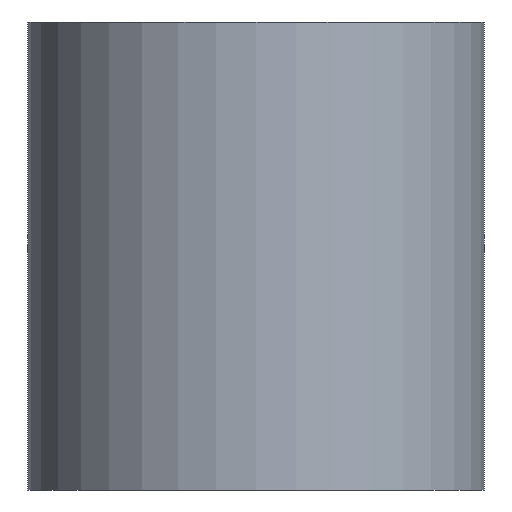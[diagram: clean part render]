
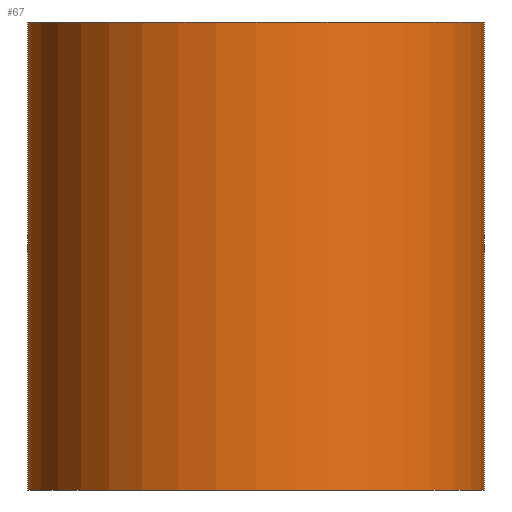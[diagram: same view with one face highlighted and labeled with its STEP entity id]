
A CAD part, front view. The second image highlights one B-rep face of the part: STEP entity #67.
In plain terms, the highlighted cylindrical face has radius 5 mm (diameter 10 mm), a partial arc.
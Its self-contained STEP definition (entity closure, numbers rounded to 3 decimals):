
#45 = DIRECTION ( 'NONE',  ( 0., 0., -1. ) ) ;
#58 = CARTESIAN_POINT ( 'NONE',  ( 5., 0., 10.25 ) ) ;
#61 = DIRECTION ( 'NONE',  ( 1., 0., 0. ) ) ;
#63 = DIRECTION ( 'NONE',  ( 0., 0., 1. ) ) ;
#64 = CARTESIAN_POINT ( 'NONE',  ( 0., 0., 10.25 ) ) ;
#67 = ADVANCED_FACE ( 'NONE', ( #146 ), #87, .T. ) ;
#70 = CARTESIAN_POINT ( 'NONE',  ( 5., 0., 0. ) ) ;
#73 = CARTESIAN_POINT ( 'NONE',  ( -5., 0., 0. ) ) ;
#79 = VERTEX_POINT ( 'NONE', #73 ) ;
#87 = CYLINDRICAL_SURFACE ( 'NONE', #216, 5. ) ;
#92 = ORIENTED_EDGE ( 'NONE', *, *, #218, .F. ) ;
#93 = ORIENTED_EDGE ( 'NONE', *, *, #217, .F. ) ;
#94 = CARTESIAN_POINT ( 'NONE',  ( 5., 0., 10.25 ) ) ;
#97 = VERTEX_POINT ( 'NONE', #121 ) ;
#101 = DIRECTION ( 'NONE',  ( 0., 0., -1. ) ) ;
#110 = LINE ( 'NONE', #112, #122 ) ;
#112 = CARTESIAN_POINT ( 'NONE',  ( -5., 0., 10.25 ) ) ;
#120 = LINE ( 'NONE', #94, #123 ) ;
#121 = CARTESIAN_POINT ( 'NONE',  ( -5., 0., 10.25 ) ) ;
#122 = VECTOR ( 'NONE', #45, 1000. ) ;
#123 = VECTOR ( 'NONE', #101, 1000. ) ;
#125 = CIRCLE ( 'NONE', #213, 5. ) ;
#129 = DIRECTION ( 'NONE',  ( 0., 0., -1. ) ) ;
#133 = CIRCLE ( 'NONE', #207, 5. ) ;
#139 = CARTESIAN_POINT ( 'NONE',  ( 0., 0., 10.25 ) ) ;
#142 = DIRECTION ( 'NONE',  ( -1., 0., 0. ) ) ;
#146 = FACE_OUTER_BOUND ( 'NONE', #170, .T. ) ;
#149 = CARTESIAN_POINT ( 'NONE',  ( 0., 0., 0. ) ) ;
#150 = VERTEX_POINT ( 'NONE', #70 ) ;
#153 = DIRECTION ( 'NONE',  ( 0., 0., 1. ) ) ;
#157 = DIRECTION ( 'NONE',  ( 1., 0., 0. ) ) ;
#167 = ORIENTED_EDGE ( 'NONE', *, *, #219, .T. ) ;
#168 = VERTEX_POINT ( 'NONE', #58 ) ;
#169 = ORIENTED_EDGE ( 'NONE', *, *, #198, .T. ) ;
#170 = EDGE_LOOP ( 'NONE', ( #93, #92, #169, #167 ) ) ;
#198 = EDGE_CURVE ( 'NONE', #97, #79, #110, .T. ) ;
#207 = AXIS2_PLACEMENT_3D ( 'NONE', #149, #153, #157 ) ;
#213 = AXIS2_PLACEMENT_3D ( 'NONE', #64, #63, #61 ) ;
#216 = AXIS2_PLACEMENT_3D ( 'NONE', #139, #129, #142 ) ;
#217 = EDGE_CURVE ( 'NONE', #168, #150, #120, .T. ) ;
#218 = EDGE_CURVE ( 'NONE', #97, #168, #125, .T. ) ;
#219 = EDGE_CURVE ( 'NONE', #79, #150, #133, .T. ) ;
